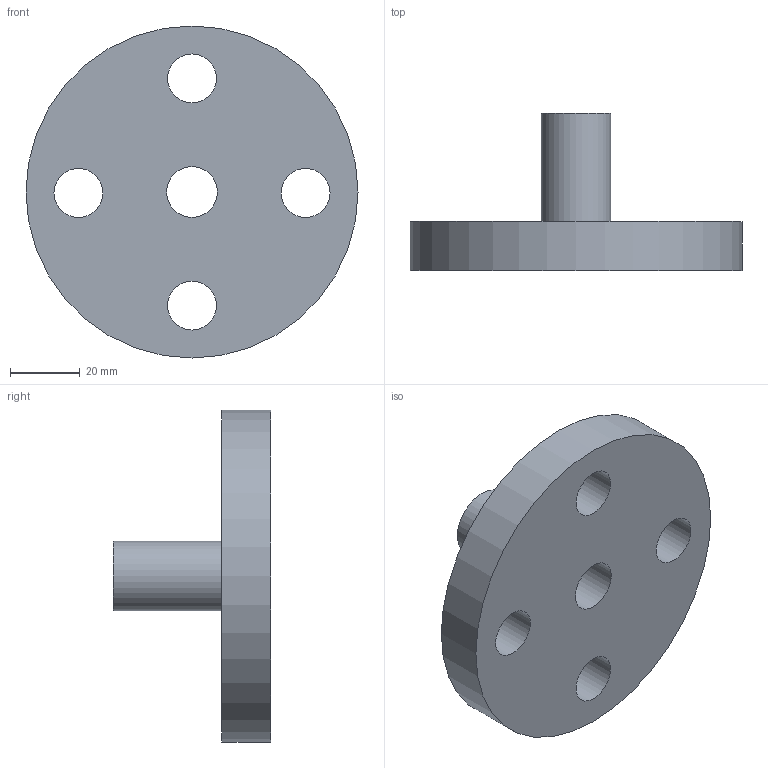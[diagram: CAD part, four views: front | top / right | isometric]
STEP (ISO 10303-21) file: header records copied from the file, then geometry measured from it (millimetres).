
FILE_DESCRIPTION(/* description */ ('Unknown'),/* implementation_level */ '2;1');
FILE_NAME(/* name */ 'F19DN15',/* time_stamp */ '2019-10-25T10:38:36+02:00',/* author */ ('Unknown'),/* organization */ ('Unknown'),/* preprocessor_version */ 'ST-DEVELOPER v16.7',/* originating_system */ 'DEX',/* authorisation */ $);
FILE_SCHEMA (('AUTOMOTIVE_DESIGN {1 0 10303 214 3 1 1}'));
Length unit declared in the file: millimetre
Products named in the file (1): F19DN15
Bounding box: 95 x 45 x 95 mm (x, y, z)
Volume: 92633 mm3; surface area: 23292.9 mm2
Topology: 1 solids, 1 shells, 12 faces, 25 edges, 17 vertices
Faces by surface type: cylinder 8, plane 4
Full cylindrical faces by diameter (mm): 14 x4, 14.5 x1, 15 x1, 20 x1, 95 x1
Entity records: 334 total; most frequent: DIRECTION 58, CARTESIAN_POINT 45, ORIENTED_EDGE 32, EDGE_LOOP 32, FACE_BOUND 32, AXIS2_PLACEMENT_3D 29, EDGE_CURVE 16, VERTEX_POINT 16
